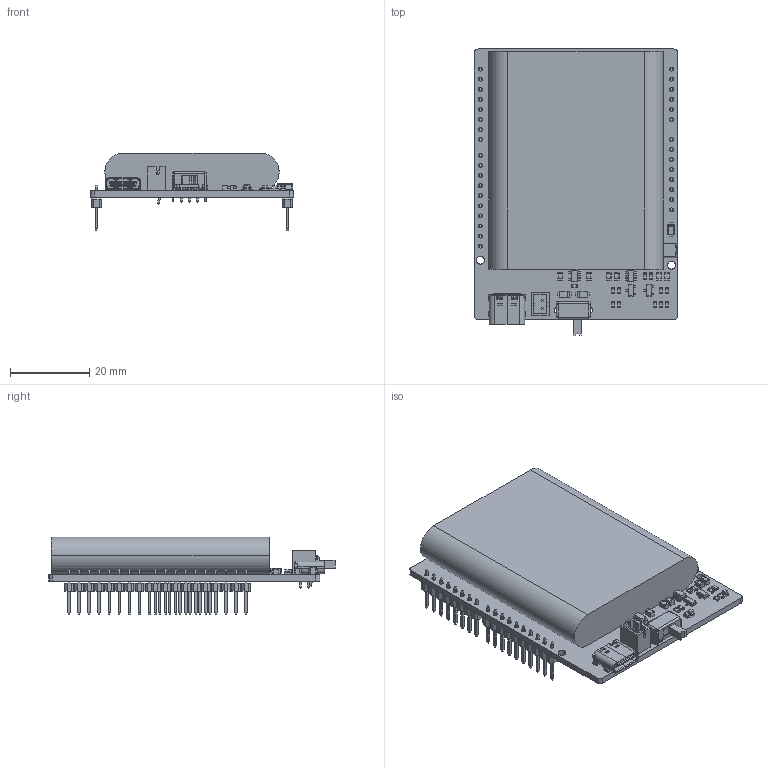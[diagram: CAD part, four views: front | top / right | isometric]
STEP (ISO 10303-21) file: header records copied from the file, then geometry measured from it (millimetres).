
FILE_DESCRIPTION (( 'STEP AP214' ), '1' );
FILE_NAME ('AS-ADP-BATSHIELD-LIPO-3500MAH-00-R00.STEP', '2024-09-11T15:25:38', ( '' ), ( '' ), 'SwSTEP 2.0', 'SolidWorks 2020', '' );
FILE_SCHEMA (( 'AUTOMOTIVE_DESIGN' ));
Length unit declared in the file: millimetre
Products named in the file (47): SOLID-6.step; battery_charger_lipo.step; COMPOUND-3.step; JST_PH_B2B-PH-K_1x02_P2.00mm_Vertical.step; C_0805_2012Metric.step; A2-6PA-2.54DSA-71---3DModel-STEP-1.step; LED_0603_1608Metric.step; R_0603_1608Metric.step; OS102011MA1QN1.step; SOT-23.step; COMPOUND.step; SOLID-1.step; SOT-23-6.step; A2-8PA-2.54DSA-71---3DModel-STEP-1.step; USB_C_Receptacle_GCT_USB4105-xx-A_16P_TopMnt_Horizontal.step; SOLID-5.step; D_SOD-123F.step; COMPOUND-4.step; SOLID-8.step; A2-10PA-2.54DSA-71---3DModel-STEP-1.step; SOLID-7.step; Battery_3500mAh; SOLID.step; battery_charger_lipo PCB.step; AS-ADP-BATSHIELD-LIPO-3500MAH-00-R00; SOLID-0.step; L_Bourns-SRN4018.step; SOT-23-5.step; SOLID-2.step
Assembly tree (65 placements, depth 4):
  AS-ADP-BATSHIELD-LIPO-3500MAH-00-R00
    battery_charger_lipo.step
      R_0603_1608Metric.step
        SOLID.step
      R_0603_1608Metric.step
        SOLID.step
      C_0805_2012Metric.step
        SOLID-0.step
      SOT-23.step
        SOLID-1.step
      USB_C_Receptacle_GCT_USB4105-xx-A_16P_TopMnt_Horizontal.step
        COMPOUND.step
      R_0603_1608Metric.step
        SOLID.step
      R_0603_1608Metric.step
        SOLID.step
      JST_PH_B2B-PH-K_1x02_P2.00mm_Vertical.step
        SOLID-2.step
      OS102011MA1QN1.step
        COMPOUND-3.step
      L_Bourns-SRN4018.step
        COMPOUND-4.step
      C_0805_2012Metric.step
        SOLID-0.step
      SOT-23-6.step
        SOLID-5.step
      LED_0603_1608Metric.step
        SOLID-6.step
      R_0603_1608Metric.step
        SOLID.step
      D_SOD-123F.step
        SOLID-7.step
      C_0805_2012Metric.step
        SOLID-0.step
      R_0603_1608Metric.step
        SOLID.step
      R_0603_1608Metric.step
        SOLID.step
      D_SOD-123F.step
        SOLID-7.step
      SOT-23.step
        SOLID-1.step
      C_0805_2012Metric.step
        SOLID-0.step
      LED_0603_1608Metric.step
        SOLID-6.step
      R_0603_1608Metric.step
        SOLID.step
      R_0603_1608Metric.step
        SOLID.step
      C_0805_2012Metric.step
        SOLID-0.step
      C_0805_2012Metric.step
        SOLID-0.step
      LED_0603_1608Metric.step
        SOLID-6.step
      SOT-23-5.step
        SOLID-8.step
      D_SOD-123F.step
        SOLID-7.step
Bounding box: 51.34 x 72.22 x 19.64 mm (x, y, z)
Volume: 28072.2 mm3; surface area: 16771.2 mm2
Topology: 79 solids, 79 shells, 3345 faces, 8596 edges, 5482 vertices
Faces by surface type: plane 2545, cylinder 572, bspline 196, torus 16, cone 12, sphere 4
Entity records: 79896 total; most frequent: CARTESIAN_POINT 15057, ORIENTED_EDGE 12800, DIRECTION 11946, EDGE_CURVE 6400, LINE 5326, VECTOR 5326, VERTEX_POINT 4074, AXIS2_PLACEMENT_3D 3310
